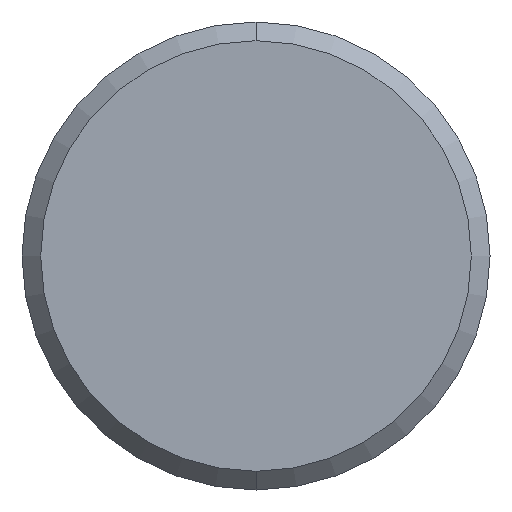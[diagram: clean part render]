
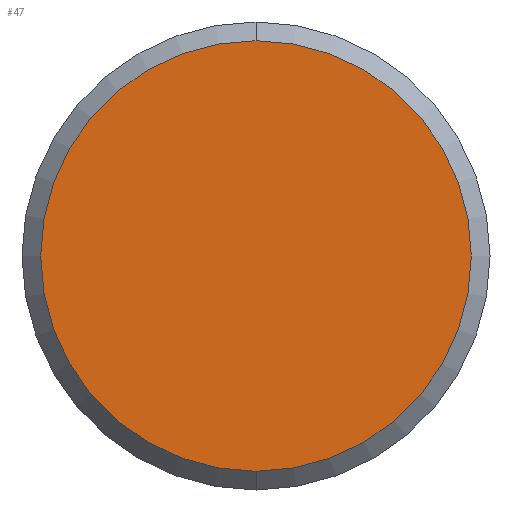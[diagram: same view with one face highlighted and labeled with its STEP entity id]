
A CAD part, front view. The second image highlights one B-rep face of the part: STEP entity #47.
In plain terms, the highlighted planar face has unit normal (0, -1, 0).
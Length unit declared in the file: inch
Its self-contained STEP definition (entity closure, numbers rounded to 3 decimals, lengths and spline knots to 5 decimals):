
#2 = VERTEX_POINT ( 'NONE', #125 ) ;
#21 = VERTEX_POINT ( 'NONE', #124 ) ;
#44 = EDGE_CURVE ( 'NONE', #2, #21, #73, .T. ) ;
#47 = ADVANCED_FACE ( 'NONE', ( #56 ), #66, .F. ) ;
#56 = FACE_OUTER_BOUND ( 'NONE', #219, .T. ) ;
#66 = PLANE ( 'NONE',  #166 ) ;
#73 = CIRCLE ( 'NONE', #179, 0.22985 ) ;
#82 = CARTESIAN_POINT ( 'NONE',  ( 0., 0., 0. ) ) ;
#85 = CARTESIAN_POINT ( 'NONE',  ( 0., 0., 0. ) ) ;
#114 = AXIS2_PLACEMENT_3D ( 'NONE', #85, #247, #270 ) ;
#124 = CARTESIAN_POINT ( 'NONE',  ( 0., 0., -0.22985 ) ) ;
#125 = CARTESIAN_POINT ( 'NONE',  ( 0., 0., 0.22985 ) ) ;
#145 = DIRECTION ( 'NONE',  ( 0., 0., 1. ) ) ;
#165 = DIRECTION ( 'NONE',  ( 0., -1., 0. ) ) ;
#166 = AXIS2_PLACEMENT_3D ( 'NONE', #268, #243, #145 ) ;
#179 = AXIS2_PLACEMENT_3D ( 'NONE', #82, #165, #205 ) ;
#205 = DIRECTION ( 'NONE',  ( 0., 0., 1. ) ) ;
#219 = EDGE_LOOP ( 'NONE', ( #231, #258 ) ) ;
#231 = ORIENTED_EDGE ( 'NONE', *, *, #44, .T. ) ;
#235 = CIRCLE ( 'NONE', #114, 0.22985 ) ;
#243 = DIRECTION ( 'NONE',  ( 0., 1., 0. ) ) ;
#245 = EDGE_CURVE ( 'NONE', #21, #2, #235, .T. ) ;
#247 = DIRECTION ( 'NONE',  ( 0., -1., 0. ) ) ;
#258 = ORIENTED_EDGE ( 'NONE', *, *, #245, .T. ) ;
#268 = CARTESIAN_POINT ( 'NONE',  ( 0., 0., 0. ) ) ;
#270 = DIRECTION ( 'NONE',  ( 0., 0., 1. ) ) ;
